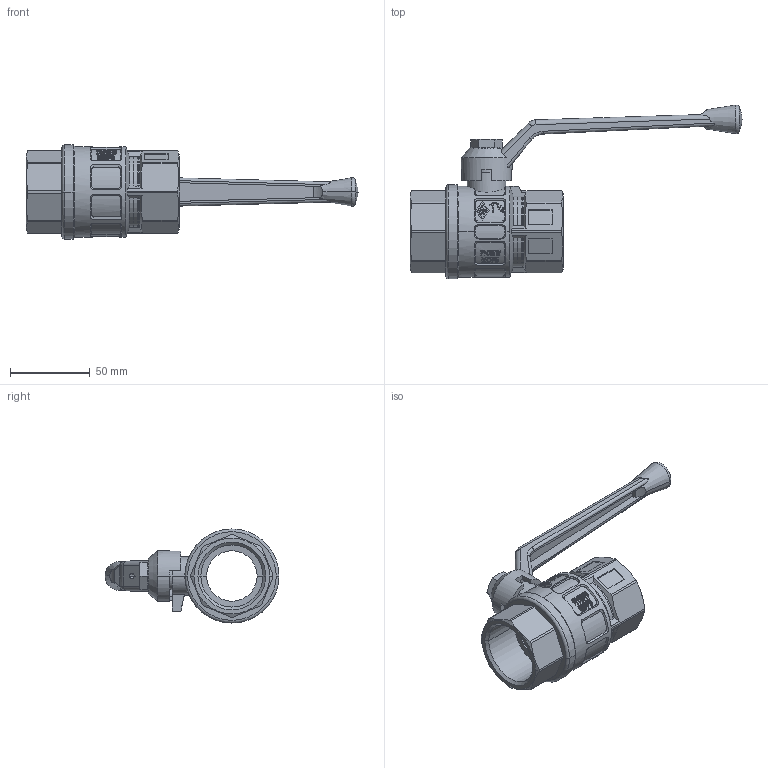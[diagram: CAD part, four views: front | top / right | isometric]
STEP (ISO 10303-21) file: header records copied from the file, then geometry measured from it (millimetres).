
FILE_DESCRIPTION(('Creo Elements/Direct Modeling STEP Export'),'2;1');
FILE_NAME('9010070000.stp','2021-05-26T10:04:55',(''),(''),'Creo Elements/Direct Modeling STEP processor for AP214 (Solid Model)','Creo Elements/Direct Modeling 20.1D 10-Oct-2020 (C) Parametric Technology GmbH','');
FILE_SCHEMA(('AUTOMOTIVE_DESIGN { 1 0 10303 214 1 1 1 1 }'));
Length unit declared in the file: millimetre
Products named in the file (2): 9010070000
Assembly tree (1 placements, depth 2):
  9010070000
    9010070000
Bounding box: 208 x 109 x 59 mm (x, y, z)
Volume: 139538.3 mm3; surface area: 45247 mm2
Topology: 1 solids, 1 shells, 927 faces, 2564 edges, 1692 vertices
Faces by surface type: plane 636, cylinder 154, cone 88, bspline 42, torus 7
Entity records: 35448 total; most frequent: CARTESIAN_POINT 11123, ORIENTED_EDGE 5120, DIRECTION 4853, EDGE_CURVE 2560, AXIS2_PLACEMENT_3D 1892, VERTEX_POINT 1692, VECTOR 1069, LINE 1069
